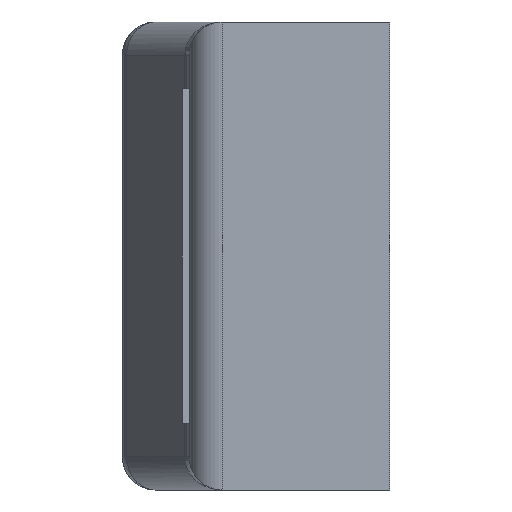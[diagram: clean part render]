
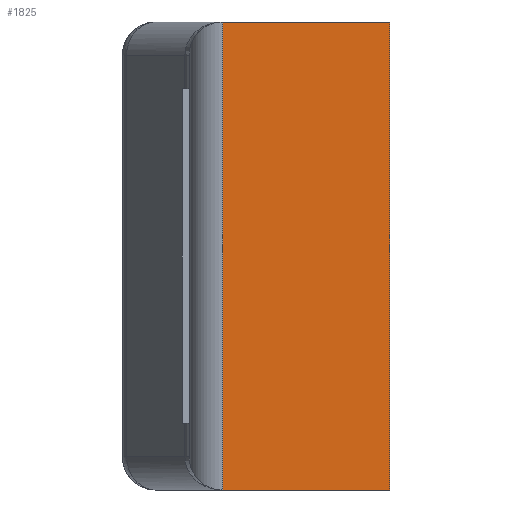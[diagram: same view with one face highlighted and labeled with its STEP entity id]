
A CAD part, front view. The second image highlights one B-rep face of the part: STEP entity #1825.
In plain terms, the highlighted planar face has unit normal (0, -1, 0).
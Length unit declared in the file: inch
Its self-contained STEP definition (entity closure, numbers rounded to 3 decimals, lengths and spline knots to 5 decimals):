
#131=PLANE('',#1990);
#240=FACE_OUTER_BOUND('',#359,.T.);
#359=EDGE_LOOP('',(#1610,#1611,#1612,#1613));
#573=LINE('',#3032,#771);
#574=LINE('',#3036,#772);
#575=LINE('',#3038,#773);
#576=LINE('',#3039,#774);
#771=VECTOR('',#2475,0.3937);
#772=VECTOR('',#2480,0.3937);
#773=VECTOR('',#2481,0.3937);
#774=VECTOR('',#2482,0.3937);
#958=VERTEX_POINT('',#2992);
#964=VERTEX_POINT('',#3016);
#968=VERTEX_POINT('',#3035);
#969=VERTEX_POINT('',#3037);
#1205=EDGE_CURVE('',#964,#958,#573,.T.);
#1206=EDGE_CURVE('',#964,#968,#574,.T.);
#1207=EDGE_CURVE('',#968,#969,#575,.T.);
#1208=EDGE_CURVE('',#958,#969,#576,.T.);
#1610=ORIENTED_EDGE('',*,*,#1205,.F.);
#1611=ORIENTED_EDGE('',*,*,#1206,.T.);
#1612=ORIENTED_EDGE('',*,*,#1207,.T.);
#1613=ORIENTED_EDGE('',*,*,#1208,.F.);
#1825=ADVANCED_FACE('',(#240),#131,.T.);
#1990=AXIS2_PLACEMENT_3D('',#3034,#2478,#2479);
#2475=DIRECTION('',(0.,0.,1.));
#2478=DIRECTION('center_axis',(0.,-1.,0.));
#2479=DIRECTION('ref_axis',(1.,0.,0.));
#2480=DIRECTION('',(1.,0.,0.));
#2481=DIRECTION('',(0.,0.,1.));
#2482=DIRECTION('',(1.,0.,0.));
#2992=CARTESIAN_POINT('',(0.59055,0.,2.75591));
#3016=CARTESIAN_POINT('',(0.59055,0.,0.));
#3032=CARTESIAN_POINT('',(0.59055,0.,0.));
#3034=CARTESIAN_POINT('Origin',(0.3937,0.,0.));
#3035=CARTESIAN_POINT('',(1.5748,0.,0.));
#3036=CARTESIAN_POINT('',(0.,0.,0.));
#3037=CARTESIAN_POINT('',(1.5748,0.,2.75591));
#3038=CARTESIAN_POINT('',(1.5748,0.,0.));
#3039=CARTESIAN_POINT('',(0.,0.,2.75591));
